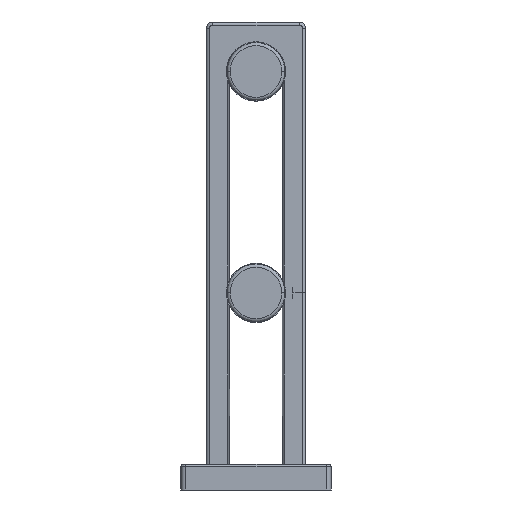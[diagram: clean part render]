
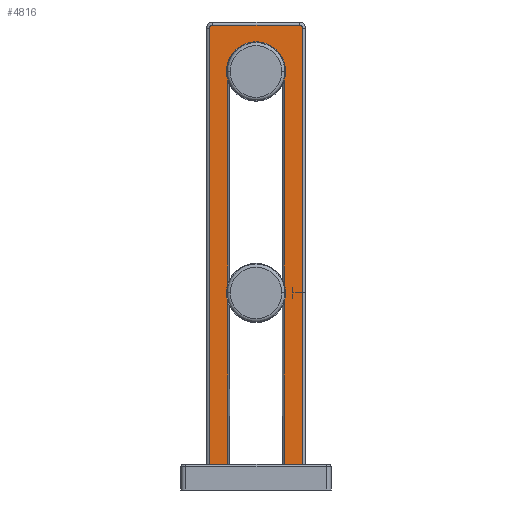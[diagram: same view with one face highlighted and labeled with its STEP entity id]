
A CAD part, left-side view. The second image highlights one B-rep face of the part: STEP entity #4816.
In plain terms, the highlighted planar face has unit normal (-1, 0, 0).
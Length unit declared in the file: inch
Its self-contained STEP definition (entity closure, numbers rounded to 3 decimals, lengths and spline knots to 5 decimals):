
#1396=CARTESIAN_POINT('',(-12.25,0.,5.284));
#1397=DIRECTION('',(1.,0.,0.));
#1398=DIRECTION('',(0.,0.944,-0.33));
#1399=AXIS2_PLACEMENT_3D('',#1396,#1397,#1398);
#1495=DIRECTION('',(0.,0.,-1.));
#1496=VECTOR('',#1495,5.507);
#1497=CARTESIAN_POINT('',(-12.25,0.586,5.83));
#1498=LINE('',#1497,#1496);
#1499=CARTESIAN_POINT('',(-12.25,0.546,5.83));
#1500=DIRECTION('',(-1.,0.,0.));
#1501=DIRECTION('',(0.,0.,1.));
#1502=AXIS2_PLACEMENT_3D('',#1499,#1500,#1501);
#1504=DIRECTION('',(0.,1.,0.));
#1505=VECTOR('',#1504,1.092);
#1506=CARTESIAN_POINT('',(-12.25,-0.546,5.87));
#1507=LINE('',#1506,#1505);
#1508=CARTESIAN_POINT('',(-12.25,-0.546,5.83));
#1509=DIRECTION('',(-1.,0.,0.));
#1510=DIRECTION('',(0.,-1.,0.));
#1511=AXIS2_PLACEMENT_3D('',#1508,#1509,#1510);
#1513=DIRECTION('',(0.,0.,1.));
#1514=VECTOR('',#1513,5.507);
#1515=CARTESIAN_POINT('',(-12.25,-0.586,0.323));
#1516=LINE('',#1515,#1514);
#1517=DIRECTION('',(0.,0.,-1.));
#1518=VECTOR('',#1517,2.04227);
#1519=CARTESIAN_POINT('',(-12.25,-0.354,2.36527));
#1520=LINE('',#1519,#1518);
#1521=DIRECTION('',(0.,0.,-1.));
#1522=VECTOR('',#1521,2.54754);
#1523=CARTESIAN_POINT('',(-12.25,-0.354,5.16027));
#1524=LINE('',#1523,#1522);
#1525=DIRECTION('',(0.,0.,-1.));
#1526=VECTOR('',#1525,2.54754);
#1527=CARTESIAN_POINT('',(-12.25,0.354,5.16027));
#1528=LINE('',#1527,#1526);
#1529=DIRECTION('',(0.,0.,-1.));
#1530=VECTOR('',#1529,2.04227);
#1531=CARTESIAN_POINT('',(-12.25,0.354,2.36527));
#1532=LINE('',#1531,#1530);
#1587=DIRECTION('',(0.,-1.,0.));
#1588=VECTOR('',#1587,0.232);
#1589=CARTESIAN_POINT('',(-12.25,0.586,0.323));
#1590=LINE('',#1589,#1588);
#1605=DIRECTION('',(0.,-1.,0.));
#1606=VECTOR('',#1605,0.232);
#1607=CARTESIAN_POINT('',(-12.25,-0.354,0.323));
#1608=LINE('',#1607,#1606);
#1823=CARTESIAN_POINT('',(-12.25,0.354,2.36527));
#1830=CARTESIAN_POINT('',(-12.25,0.,2.489));
#1831=DIRECTION('',(1.,0.,0.));
#1832=DIRECTION('',(0.,0.944,-0.33));
#1833=AXIS2_PLACEMENT_3D('',#1830,#1831,#1832);
#1853=CARTESIAN_POINT('',(-12.25,0.354,5.16027));
#1855=CARTESIAN_POINT('',(-12.25,0.354,2.61273));
#1875=CARTESIAN_POINT('',(-12.25,-0.354,5.16027));
#1913=CARTESIAN_POINT('',(-12.25,-0.354,2.61273));
#1915=CARTESIAN_POINT('',(-12.25,0.,2.489));
#1916=DIRECTION('',(1.,0.,0.));
#1917=DIRECTION('',(0.,-0.944,0.33));
#1918=AXIS2_PLACEMENT_3D('',#1915,#1916,#1917);
#1999=CARTESIAN_POINT('',(-12.25,-0.354,2.36527));
#3258=VERTEX_POINT('',#1853);
#3259=VERTEX_POINT('',#1855);
#3262=VERTEX_POINT('',#1823);
#3263=VERTEX_POINT('',#1875);
#3266=VERTEX_POINT('',#1913);
#3267=VERTEX_POINT('',#1999);
#3279=CARTESIAN_POINT('',(-12.25,0.546,5.87));
#3280=CARTESIAN_POINT('',(-12.25,0.586,5.83));
#3281=VERTEX_POINT('',#3279);
#3282=VERTEX_POINT('',#3280);
#3287=CARTESIAN_POINT('',(-12.25,-0.546,5.87));
#3288=VERTEX_POINT('',#3287);
#3291=CARTESIAN_POINT('',(-12.25,-0.586,5.83));
#3292=VERTEX_POINT('',#3291);
#3375=CARTESIAN_POINT('',(-12.25,0.586,0.323));
#3376=CARTESIAN_POINT('',(-12.25,0.354,0.323));
#3377=VERTEX_POINT('',#3375);
#3378=VERTEX_POINT('',#3376);
#3379=CARTESIAN_POINT('',(-12.25,-0.354,0.323));
#3380=CARTESIAN_POINT('',(-12.25,-0.586,0.323));
#3381=VERTEX_POINT('',#3379);
#3382=VERTEX_POINT('',#3380);
#4782=CARTESIAN_POINT('',(-12.25,0.,0.323));
#4783=DIRECTION('',(-1.,0.,0.));
#4784=DIRECTION('',(0.,-1.,0.));
#4785=AXIS2_PLACEMENT_3D('',#4782,#4783,#4784);
#4786=PLANE('',#4785);
#4788=ORIENTED_EDGE('',*,*,#4787,.F.);
#4790=ORIENTED_EDGE('',*,*,#4789,.F.);
#4792=ORIENTED_EDGE('',*,*,#4791,.F.);
#4794=ORIENTED_EDGE('',*,*,#4793,.F.);
#4796=ORIENTED_EDGE('',*,*,#4795,.F.);
#4798=ORIENTED_EDGE('',*,*,#4797,.F.);
#4800=ORIENTED_EDGE('',*,*,#4799,.F.);
#4802=ORIENTED_EDGE('',*,*,#4801,.F.);
#4804=ORIENTED_EDGE('',*,*,#4803,.F.);
#4806=ORIENTED_EDGE('',*,*,#4805,.F.);
#4807=ORIENTED_EDGE('',*,*,#4762,.F.);
#4809=ORIENTED_EDGE('',*,*,#4808,.T.);
#4811=ORIENTED_EDGE('',*,*,#4810,.F.);
#4813=ORIENTED_EDGE('',*,*,#4812,.T.);
#4814=EDGE_LOOP('',(#4788,#4790,#4792,#4794,#4796,#4798,#4800,#4802,#4804,#4806,
#4807,#4809,#4811,#4813));
#4815=FACE_OUTER_BOUND('',#4814,.F.);
#4816=ADVANCED_FACE('',(#4815),#4786,.T.);
#1400=CIRCLE('',#1399,0.375);
#1503=CIRCLE('',#1502,0.04);
#1512=CIRCLE('',#1511,0.04);
#1834=CIRCLE('',#1833,0.375);
#1919=CIRCLE('',#1918,0.375);
#4762=EDGE_CURVE('',#3258,#3263,#1400,.T.);
#4787=EDGE_CURVE('',#3377,#3378,#1590,.T.);
#4789=EDGE_CURVE('',#3282,#3377,#1498,.T.);
#4791=EDGE_CURVE('',#3281,#3282,#1503,.T.);
#4793=EDGE_CURVE('',#3288,#3281,#1507,.T.);
#4795=EDGE_CURVE('',#3292,#3288,#1512,.T.);
#4797=EDGE_CURVE('',#3382,#3292,#1516,.T.);
#4799=EDGE_CURVE('',#3381,#3382,#1608,.T.);
#4801=EDGE_CURVE('',#3267,#3381,#1520,.T.);
#4803=EDGE_CURVE('',#3266,#3267,#1919,.T.);
#4805=EDGE_CURVE('',#3263,#3266,#1524,.T.);
#4808=EDGE_CURVE('',#3258,#3259,#1528,.T.);
#4810=EDGE_CURVE('',#3262,#3259,#1834,.T.);
#4812=EDGE_CURVE('',#3262,#3378,#1532,.T.);
